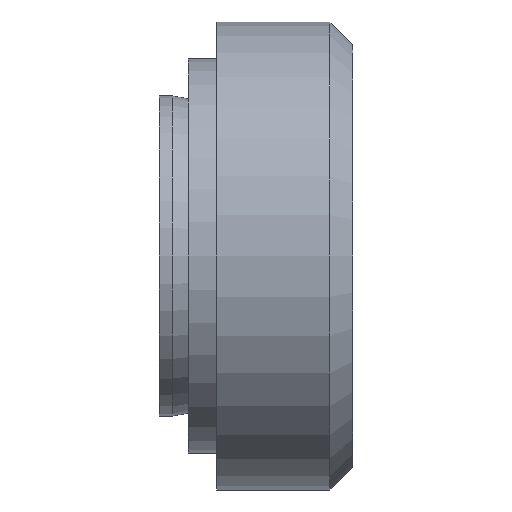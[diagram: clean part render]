
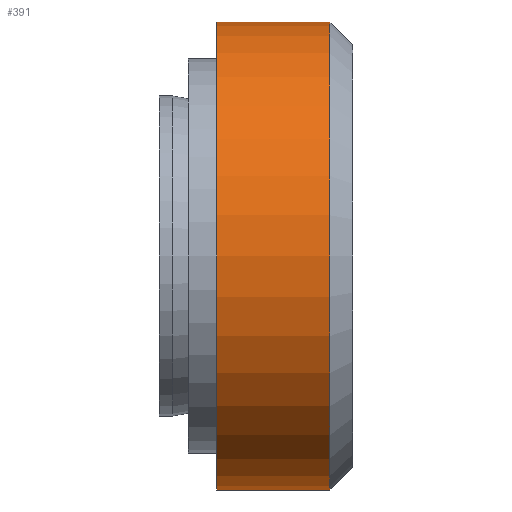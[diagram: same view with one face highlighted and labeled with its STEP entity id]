
A CAD part, front view. The second image highlights one B-rep face of the part: STEP entity #391.
In plain terms, the highlighted cylindrical face has radius 3.937 mm (diameter 7.874 mm), a partial arc.
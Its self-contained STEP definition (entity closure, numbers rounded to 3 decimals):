
#306=CARTESIAN_POINT('POINT602',(0.965,
   0.,3.937));
#307=VERTEX_POINT('VERTEX602',#306);
#308=CARTESIAN_POINT('POINT603',(0.965,
   0.,-3.937));
#309=VERTEX_POINT('VERTEX603',#308);
#310=CARTESIAN_POINT('POS1070',(0.965,0.,
   0.));
#311=DIRECTION('DIR1544',(1.,0.,0.));
#312=DIRECTION('DIR1545',(0.,0.,
   1.));
#313=AXIS2_PLACEMENT_3D('AXIS475',#310,#311,#312);
#314=CIRCLE('ELLIPSE189',#313,3.937);
#315=EDGE_CURVE('EDGE929',#307,#309,#314,.T.);
#327=CARTESIAN_POINT('POINT604',(2.87,0.,
   3.937));
#328=VERTEX_POINT('VERTEX604',#327);
#329=CARTESIAN_POINT('POS1072',(1.918,0.,
   3.937));
#330=DIRECTION('DIR1548',(1.,0.,0.));
#331=VECTOR('VEC596',#330,1.);
#332=LINE('STRAIGHT596',#329,#331);
#333=EDGE_CURVE('EDGE931',#307,#328,#332,.T.);
#335=CARTESIAN_POINT('POINT605',(2.87,0.,
   -3.937));
#336=VERTEX_POINT('VERTEX605',#335);
#337=CARTESIAN_POINT('POS1073',(2.87,0.,
   0.));
#338=DIRECTION('DIR1549',(1.,0.,0.));
#339=DIRECTION('DIR1550',(0.,0.,
   1.));
#340=AXIS2_PLACEMENT_3D('AXIS477',#337,#338,#339);
#341=CIRCLE('ELLIPSE190',#340,3.937);
#344=CARTESIAN_POINT('POS1074',(1.918,0.,
   -3.937));
#345=DIRECTION('DIR1551',(-1.,0.,0.));
#346=VECTOR('VEC597',#345,1.);
#347=LINE('STRAIGHT597',#344,#346);
#348=EDGE_CURVE('EDGE933',#336,#309,#347,.T.);
#353=CARTESIAN_POINT('POS1075',(1.918,0.,
   0.));
#354=DIRECTION('DIR1552',(1.,0.,0.));
#355=DIRECTION('DIR1553',(0.,0.,
   1.));
#356=AXIS2_PLACEMENT_3D('AXIS478',#353,#354,#355);
#357=CYLINDRICAL_SURFACE('CONE_SURF86',#356,3.937);
#384=ORIENTED_EDGE('COEDGE1865',*,*,#333,.F.);
#385=ORIENTED_EDGE('COEDGE1866',*,*,#315,.T.);
#386=ORIENTED_EDGE('COEDGE1867',*,*,#348,.F.);
#387=EDGE_CURVE('EDGE936',#328,#336,#341,.T.);
#388=ORIENTED_EDGE('COEDGE1868',*,*,#387,.F.);
#389=EDGE_LOOP('NONE',(#384,#385,#386,#388));
#390=FACE_BOUND('LOOP1',#389,.T.);
#391=ADVANCED_FACE('FACE365',(#390),#357,.T.);
